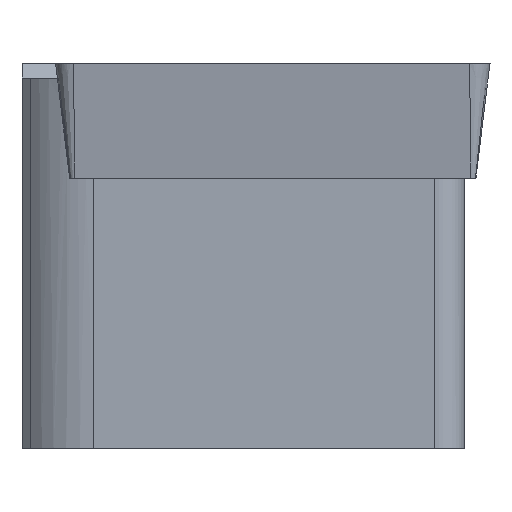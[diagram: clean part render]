
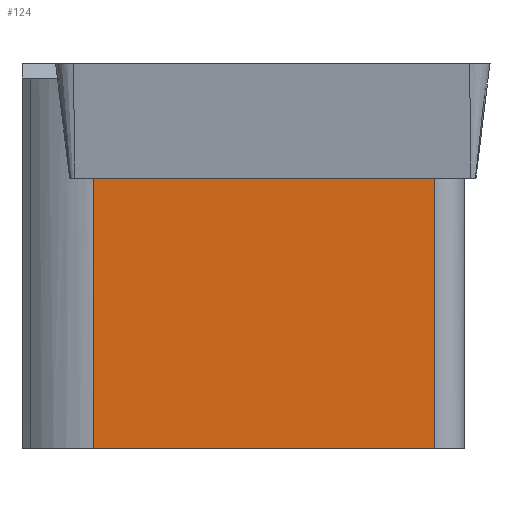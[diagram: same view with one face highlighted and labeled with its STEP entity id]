
A CAD part, left-side view. The second image highlights one B-rep face of the part: STEP entity #124.
In plain terms, the highlighted planar face has unit normal (-0.999, 0.052, 0).
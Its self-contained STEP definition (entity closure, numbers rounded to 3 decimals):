
#104=PLANE('',#547);
#124=ADVANCED_FACE('',(#152),#104,.F.);
#152=FACE_OUTER_BOUND('',#177,.T.);
#177=EDGE_LOOP('',(#303,#304,#305,#306));
#204=LINE('',#719,#251);
#206=LINE('',#727,#253);
#207=LINE('',#729,#254);
#208=LINE('',#731,#255);
#251=VECTOR('',#588,1.);
#253=VECTOR('',#596,1.);
#254=VECTOR('',#597,1.);
#255=VECTOR('',#598,1.);
#303=ORIENTED_EDGE('',*,*,#471,.F.);
#304=ORIENTED_EDGE('',*,*,#472,.T.);
#305=ORIENTED_EDGE('',*,*,#473,.F.);
#306=ORIENTED_EDGE('',*,*,#467,.F.);
#424=VERTEX_POINT('',#717);
#426=VERTEX_POINT('',#720);
#429=VERTEX_POINT('',#728);
#430=VERTEX_POINT('',#730);
#467=EDGE_CURVE('',#424,#426,#204,.T.);
#471=EDGE_CURVE('',#429,#424,#206,.T.);
#472=EDGE_CURVE('',#429,#430,#207,.T.);
#473=EDGE_CURVE('',#426,#430,#208,.T.);
#547=AXIS2_PLACEMENT_3D('',#732,#599,#600);
#588=DIRECTION('',(0.,0.,-1.));
#596=DIRECTION('',(-0.052,-0.999,0.));
#597=DIRECTION('',(0.,0.,-1.));
#598=DIRECTION('',(0.052,0.999,0.));
#599=DIRECTION('',(0.999,-0.052,0.));
#600=DIRECTION('',(0.052,0.999,0.));
#717=CARTESIAN_POINT('',(0.468,-8.569,-2.38));
#719=CARTESIAN_POINT('',(0.468,-8.569,151.227));
#720=CARTESIAN_POINT('',(0.468,-8.569,-8.));
#727=CARTESIAN_POINT('',(0.838,-1.496,-2.38));
#728=CARTESIAN_POINT('',(0.838,-1.496,-2.38));
#729=CARTESIAN_POINT('',(0.838,-1.496,151.227));
#730=CARTESIAN_POINT('',(0.838,-1.496,-8.));
#731=CARTESIAN_POINT('',(0.914,-0.048,-8.));
#732=CARTESIAN_POINT('',(0.838,-1.496,151.227));
